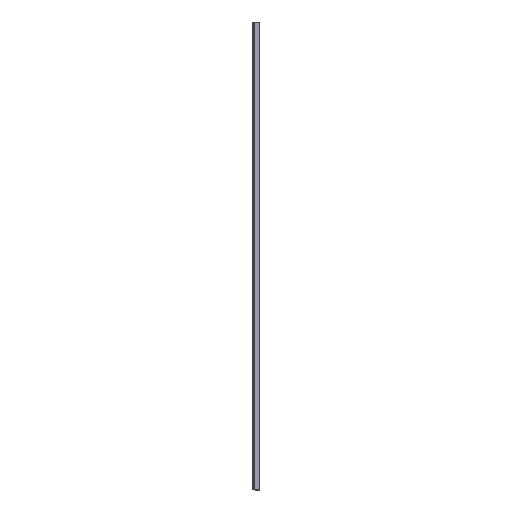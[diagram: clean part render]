
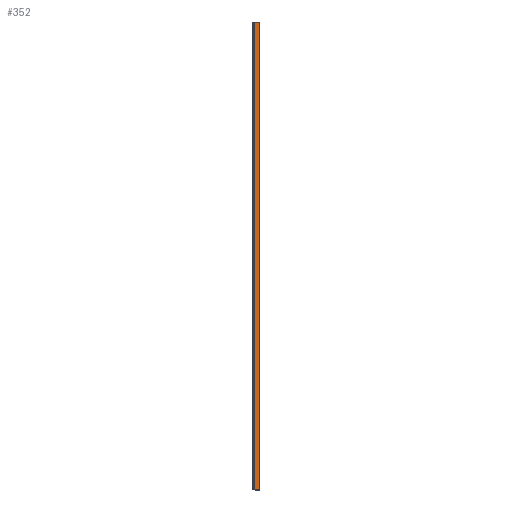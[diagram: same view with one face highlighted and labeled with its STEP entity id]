
A CAD part, top view. The second image highlights one B-rep face of the part: STEP entity #352.
In plain terms, the highlighted planar face has unit normal (0, 0, 1).
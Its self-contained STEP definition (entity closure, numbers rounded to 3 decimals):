
#6 = VERTEX_POINT ( 'NONE', #1125 ) ;
#19 = CARTESIAN_POINT ( 'NONE',  ( -19.6, 2900., 31.8 ) ) ;
#20 = AXIS2_PLACEMENT_3D ( 'NONE', #1500, #423, #1218 ) ;
#30 = LINE ( 'NONE', #19, #1357 ) ;
#142 = DIRECTION ( 'NONE',  ( 0., -1., 0. ) ) ;
#147 = LINE ( 'NONE', #306, #153 ) ;
#150 = FACE_OUTER_BOUND ( 'NONE', #373, .T. ) ;
#153 = VECTOR ( 'NONE', #1657, 1000. ) ;
#214 = EDGE_CURVE ( 'NONE', #1748, #638, #557, .T. ) ;
#306 = CARTESIAN_POINT ( 'NONE',  ( -19.6, 2900., 31.8 ) ) ;
#309 = PLANE ( 'NONE',  #20 ) ;
#352 = ADVANCED_FACE ( 'NONE', ( #150 ), #309, .F. ) ;
#373 = EDGE_LOOP ( 'NONE', ( #474, #471, #1826, #1569 ) ) ;
#423 = DIRECTION ( 'NONE',  ( 0., 0., -1. ) ) ;
#430 = EDGE_CURVE ( 'NONE', #1382, #1748, #30, .T. ) ;
#471 = ORIENTED_EDGE ( 'NONE', *, *, #1020, .F. ) ;
#474 = ORIENTED_EDGE ( 'NONE', *, *, #214, .T. ) ;
#557 = LINE ( 'NONE', #1927, #1449 ) ;
#575 = DIRECTION ( 'NONE',  ( 1., 0., 0. ) ) ;
#638 = VERTEX_POINT ( 'NONE', #1227 ) ;
#664 = EDGE_CURVE ( 'NONE', #1382, #6, #147, .T. ) ;
#1020 = EDGE_CURVE ( 'NONE', #6, #638, #1213, .T. ) ;
#1097 = DIRECTION ( 'NONE',  ( 0., -1., 0. ) ) ;
#1125 = CARTESIAN_POINT ( 'NONE',  ( 13.8, 2900., 31.8 ) ) ;
#1213 = LINE ( 'NONE', #1845, #1262 ) ;
#1218 = DIRECTION ( 'NONE',  ( -1., 0., 0. ) ) ;
#1227 = CARTESIAN_POINT ( 'NONE',  ( 13.8, 0., 31.8 ) ) ;
#1262 = VECTOR ( 'NONE', #142, 1000. ) ;
#1357 = VECTOR ( 'NONE', #1097, 1000. ) ;
#1382 = VERTEX_POINT ( 'NONE', #1513 ) ;
#1441 = CARTESIAN_POINT ( 'NONE',  ( -19.6, 0., 31.8 ) ) ;
#1449 = VECTOR ( 'NONE', #575, 1000. ) ;
#1500 = CARTESIAN_POINT ( 'NONE',  ( -19.6, 2900., 31.8 ) ) ;
#1513 = CARTESIAN_POINT ( 'NONE',  ( -19.6, 2900., 31.8 ) ) ;
#1569 = ORIENTED_EDGE ( 'NONE', *, *, #430, .T. ) ;
#1657 = DIRECTION ( 'NONE',  ( 1., 0., 0. ) ) ;
#1748 = VERTEX_POINT ( 'NONE', #1441 ) ;
#1826 = ORIENTED_EDGE ( 'NONE', *, *, #664, .F. ) ;
#1845 = CARTESIAN_POINT ( 'NONE',  ( 13.8, 2900., 31.8 ) ) ;
#1927 = CARTESIAN_POINT ( 'NONE',  ( -19.6, 0., 31.8 ) ) ;
